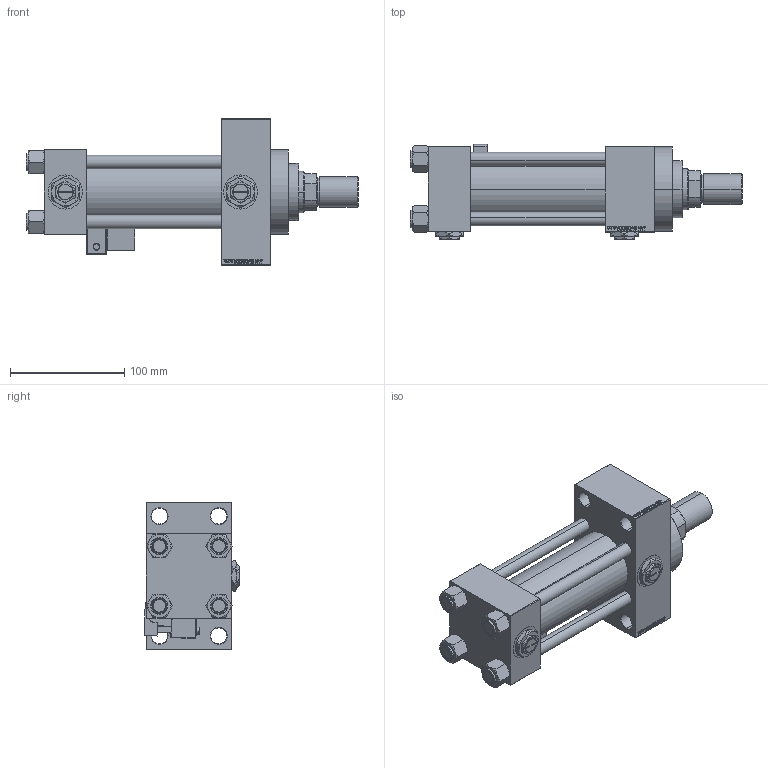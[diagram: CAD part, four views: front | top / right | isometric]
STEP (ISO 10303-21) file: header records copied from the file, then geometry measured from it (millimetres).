
FILE_DESCRIPTION (( 'STEP AP203' ), '1' );
FILE_NAME ('d1df.STEP', '2023-08-23T12:54:47', ( '' ), ( '' ), 'SwSTEP 2.0', 'SolidWorks 2019', '' );
FILE_SCHEMA (( 'CONFIG_CONTROL_DESIGN' ));
Length unit declared in the file: millimetre
Products named in the file (9): ROD_END_AH 9348c154133636d4f13ef505d22736d3; V215CR_D_Body 9348c154133636d4f13ef505d22736d3; V215CR_VCP_D 9348c154133636d4f13ef505d22736d3; Zatka_pro_OIL_PORT 9348c154133636d4f13ef505d22736d3; V215CR_D_TYCINKA 9348c154133636d4f13ef505d22736d3; V215CR_MSU 9348c154133636d4f13ef505d22736d3; d1df; V215_VC_A 9348c154133636d4f13ef505d22736d3; NUT_M5_D 9348c154133636d4f13ef505d22736d3
Assembly tree (15 placements, depth 2):
  d1df
    V215CR_D_Body 9348c154133636d4f13ef505d22736d3
    V215CR_VCP_D 9348c154133636d4f13ef505d22736d3
    NUT_M5_D 9348c154133636d4f13ef505d22736d3  x4
    V215CR_D_TYCINKA 9348c154133636d4f13ef505d22736d3  x4
    V215_VC_A 9348c154133636d4f13ef505d22736d3
    ROD_END_AH 9348c154133636d4f13ef505d22736d3
    V215CR_MSU 9348c154133636d4f13ef505d22736d3
    Zatka_pro_OIL_PORT 9348c154133636d4f13ef505d22736d3  x2
Bounding box: 291 x 84.03 x 128 mm (x, y, z)
Volume: 981147.7 mm3; surface area: 224243.4 mm2
Topology: 15 solids, 15 shells, 1296 faces, 3189 edges, 2033 vertices
Faces by surface type: plane 578, bspline 368, cone 188, cylinder 134, torus 16, sphere 12
Entity records: 51916 total; most frequent: CARTESIAN_POINT 26111, ORIENTED_EDGE 5654, DIRECTION 3917, EDGE_CURVE 2827, VERTEX_POINT 1831, LINE 1659, VECTOR 1659, EDGE_LOOP 1278
